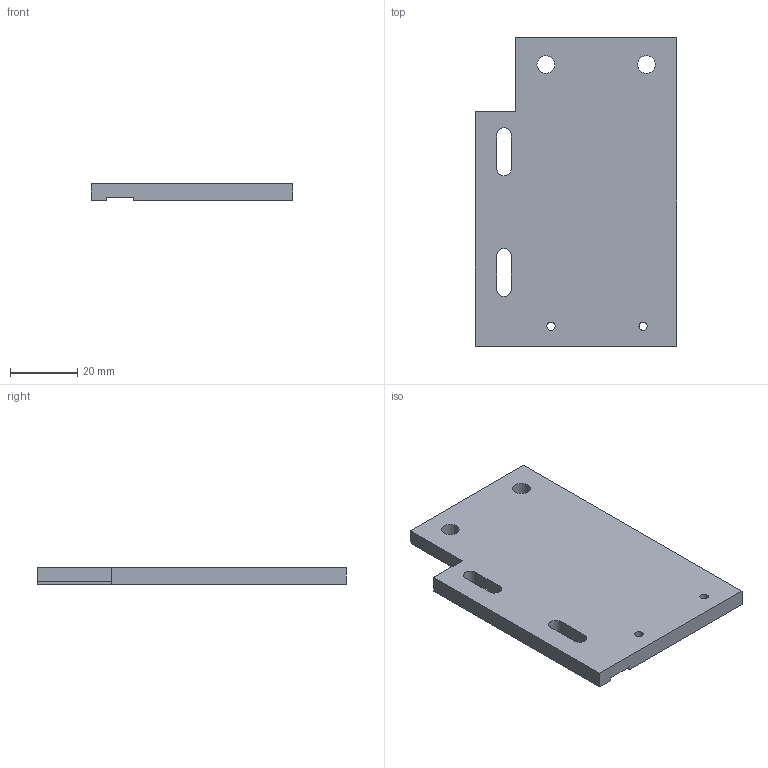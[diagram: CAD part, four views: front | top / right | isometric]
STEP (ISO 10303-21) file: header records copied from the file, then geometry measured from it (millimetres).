
FILE_DESCRIPTION(('FreeCAD Model'),'2;1');
FILE_NAME( 'Metal_part_B.step', '2019-01-03T21:30:23',('Author'),(''), 'Open CASCADE STEP processor 7.1','FreeCAD','Unknown');
FILE_SCHEMA(('AUTOMOTIVE_DESIGN { 1 0 10303 214 1 1 1 1 }'));
Length unit declared in the file: millimetre
Products named in the file (1): Drz_2
Bounding box: 60 x 92 x 5 mm (x, y, z)
Volume: 24979.6 mm3; surface area: 12330.5 mm2
Topology: 1 solids, 1 shells, 24 faces, 70 edges, 48 vertices
Faces by surface type: plane 16, cylinder 8
Full cylindrical faces by diameter (mm): 2.459 x2, 5.3 x2
Entity records: 1791 total; most frequent: CARTESIAN_POINT 343, DIRECTION 270, LINE 170, VECTOR 170, ORIENTED_EDGE 140, PCURVE 140, DEFINITIONAL_REPRESENTATION 140, EDGE_CURVE 70
